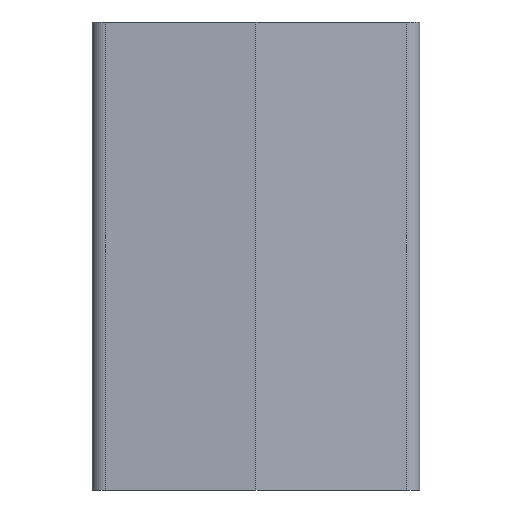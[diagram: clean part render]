
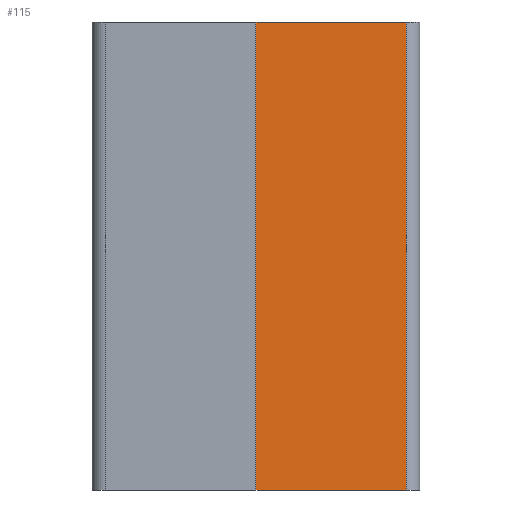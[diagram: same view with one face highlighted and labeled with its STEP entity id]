
A CAD part, front view. The second image highlights one B-rep face of the part: STEP entity #115.
In plain terms, the highlighted planar face has unit normal (0.044, -0.999, 0).
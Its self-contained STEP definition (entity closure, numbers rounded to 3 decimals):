
#115=ADVANCED_FACE('',(#143),#129,.T.);
#129=PLANE('',#402);
#143=FACE_OUTER_BOUND('',#159,.T.);
#159=EDGE_LOOP('',(#193,#194,#195,#196));
#193=ORIENTED_EDGE('',*,*,#300,.F.);
#194=ORIENTED_EDGE('',*,*,#299,.F.);
#195=ORIENTED_EDGE('',*,*,#301,.T.);
#196=ORIENTED_EDGE('',*,*,#302,.T.);
#265=VERTEX_POINT('',#535);
#266=VERTEX_POINT('',#537);
#267=VERTEX_POINT('',#541);
#268=VERTEX_POINT('',#543);
#299=EDGE_CURVE('',#266,#265,#337,.T.);
#300=EDGE_CURVE('',#265,#267,#338,.T.);
#301=EDGE_CURVE('',#266,#268,#339,.T.);
#302=EDGE_CURVE('',#268,#267,#340,.T.);
#337=LINE('',#538,#371);
#338=LINE('',#540,#372);
#339=LINE('',#542,#373);
#340=LINE('',#544,#374);
#371=VECTOR('',#450,1.);
#372=VECTOR('',#453,1.);
#373=VECTOR('',#454,1.);
#374=VECTOR('',#455,1.);
#402=AXIS2_PLACEMENT_3D('',#545,#456,#457);
#450=DIRECTION('',(0.,0.,-1.));
#453=DIRECTION('',(-0.999,-0.044,0.));
#454=DIRECTION('',(-0.999,-0.044,0.));
#455=DIRECTION('',(0.,0.,-1.));
#456=DIRECTION('',(0.044,-0.999,0.));
#457=DIRECTION('',(0.999,0.044,0.));
#535=CARTESIAN_POINT('',(112935.281,-100527.857,-75.));
#537=CARTESIAN_POINT('',(112935.281,-100527.857,75.));
#538=CARTESIAN_POINT('',(112935.281,-100527.857,75.));
#540=CARTESIAN_POINT('',(112935.281,-100527.857,-75.));
#541=CARTESIAN_POINT('',(112887.085,-100529.961,-75.));
#542=CARTESIAN_POINT('',(112935.281,-100527.857,75.));
#543=CARTESIAN_POINT('',(112887.085,-100529.961,75.));
#544=CARTESIAN_POINT('',(112887.085,-100529.961,75.));
#545=CARTESIAN_POINT('',(112935.281,-100527.857,75.));
